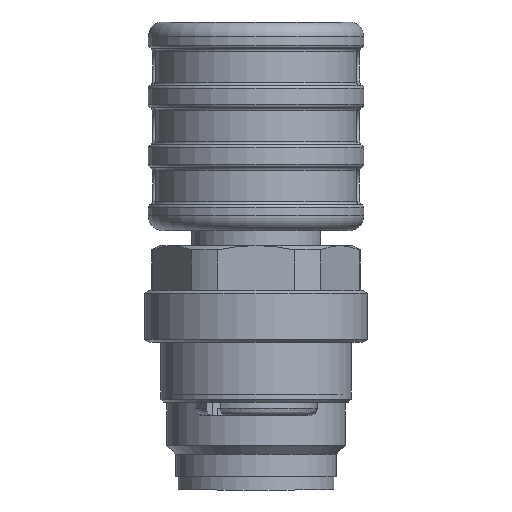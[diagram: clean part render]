
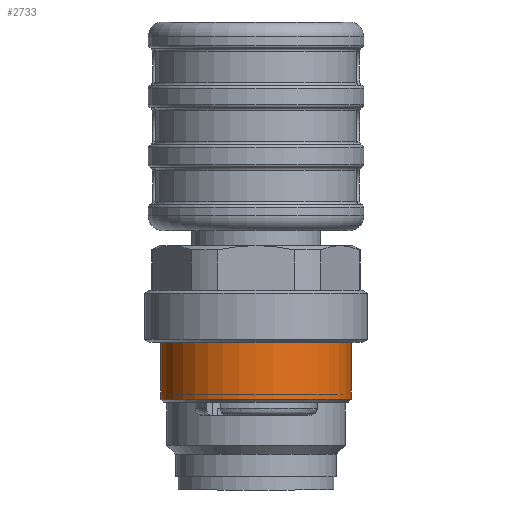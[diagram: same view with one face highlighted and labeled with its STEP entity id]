
A CAD part, left-side view. The second image highlights one B-rep face of the part: STEP entity #2733.
In plain terms, the highlighted cylindrical face has radius 6.4 mm (diameter 12.8 mm), a full revolution.
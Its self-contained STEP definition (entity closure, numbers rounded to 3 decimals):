
#2232=CYLINDRICAL_SURFACE('',#11070,6.4);
#2453=FACE_BOUND('',#4191,.T.);
#2454=FACE_BOUND('',#4192,.T.);
#2733=ADVANCED_FACE('',(#2453,#2454),#2232,.T.);
#4191=EDGE_LOOP('',(#5373));
#4192=EDGE_LOOP('',(#5374));
#5373=ORIENTED_EDGE('',*,*,#9093,.T.);
#5374=ORIENTED_EDGE('',*,*,#9094,.T.);
#7998=VERTEX_POINT('',#16129);
#7999=VERTEX_POINT('',#16131);
#9093=EDGE_CURVE('',#7998,#7998,#10430,.T.);
#9094=EDGE_CURVE('',#7999,#7999,#10431,.T.);
#10430=CIRCLE('',#11068,6.4);
#10431=CIRCLE('',#11069,6.4);
#11068=AXIS2_PLACEMENT_3D('',#16128,#12535,#12536);
#11069=AXIS2_PLACEMENT_3D('',#16130,#12537,#12538);
#11070=AXIS2_PLACEMENT_3D('',#16132,#12539,#12540);
#12535=DIRECTION('',(0.,0.,1.));
#12536=DIRECTION('',(0.866,0.5,0.));
#12537=DIRECTION('',(0.,0.,-1.));
#12538=DIRECTION('',(-0.5,0.866,0.));
#12539=DIRECTION('',(0.,0.,-1.));
#12540=DIRECTION('',(0.5,-0.866,0.));
#16128=CARTESIAN_POINT('',(60.,60.,-18.3));
#16129=CARTESIAN_POINT('',(65.543,63.2,-18.3));
#16130=CARTESIAN_POINT('',(60.,60.,-14.5));
#16131=CARTESIAN_POINT('',(56.8,65.543,-14.5));
#16132=CARTESIAN_POINT('',(60.,60.,-18.5));
